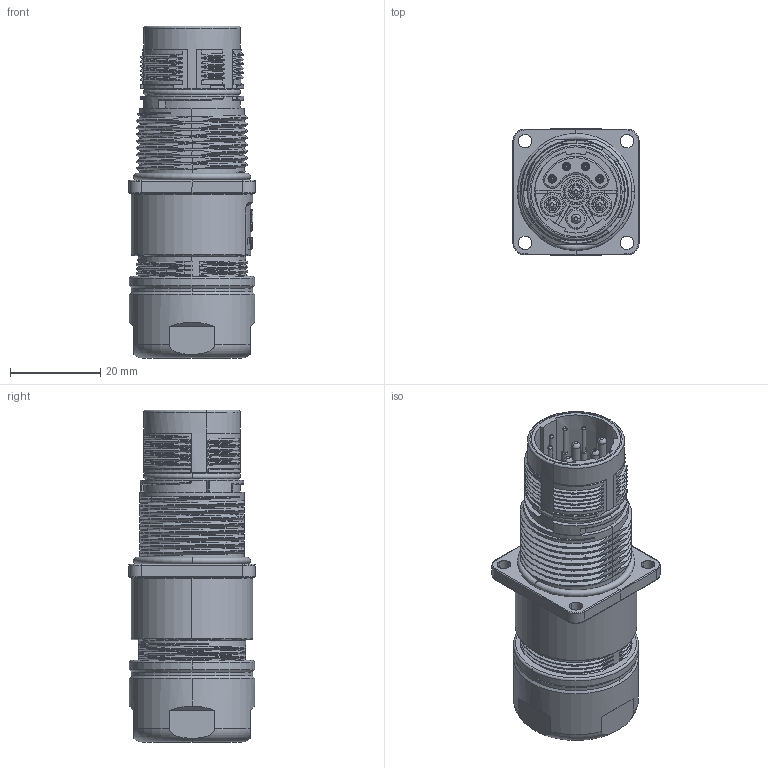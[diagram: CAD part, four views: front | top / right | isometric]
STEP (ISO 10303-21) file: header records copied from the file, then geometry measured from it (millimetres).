
FILE_DESCRIPTION((''),'2;1');
FILE_NAME('M23-CCT_R','2021-08-06T',('zh.su'),(''),'PRO/ENGINEER BY PARAMETRIC TECHNOLOGY CORPORATION, 2012480','PRO/ENGINEER BY PARAMETRIC TECHNOLOGY CORPORATION, 2012480','');
FILE_SCHEMA(('CONFIG_CONTROL_DESIGN'));
Products named in the file (1): M23-CCT_R
Bounding box: 28 x 28 x 73.68 mm (x, y, z)
Volume: 33274.5 mm3; surface area: 11906.6 mm2
Topology: 1 solids, 2 shells, 867 faces, 2228 edges, 1413 vertices
Faces by surface type: bspline 307, cylinder 194, plane 180, cone 90, torus 42, extrusion 35, sphere 19
Entity records: 41789 total; most frequent: CARTESIAN_POINT 23518, ORIENTED_EDGE 4456, DIRECTION 2682, EDGE_CURVE 2228, VERTEX_POINT 1413, B_SPLINE_CURVE_WITH_KNOTS 1138, AXIS2_PLACEMENT_3D 997, EDGE_LOOP 925
